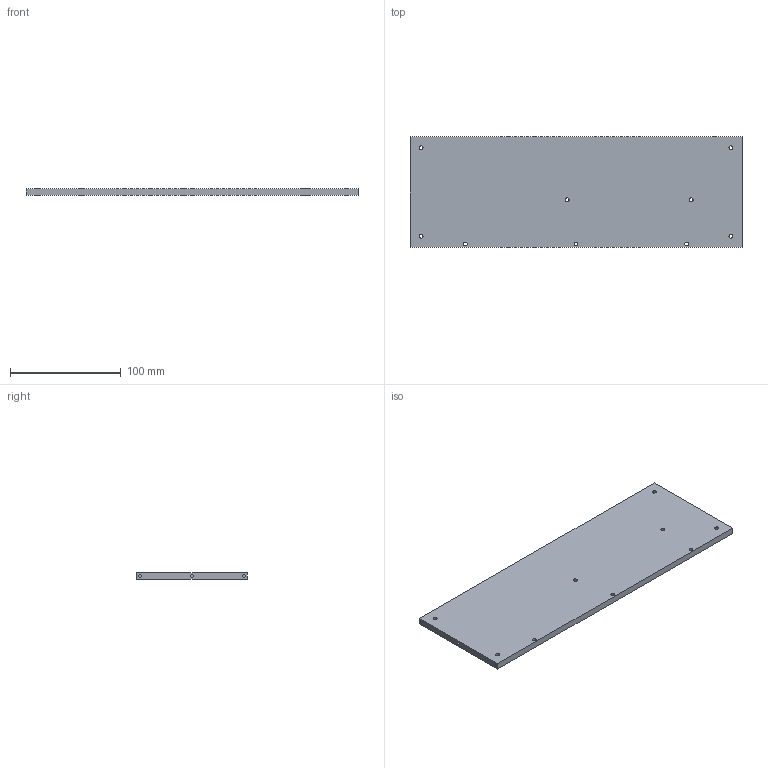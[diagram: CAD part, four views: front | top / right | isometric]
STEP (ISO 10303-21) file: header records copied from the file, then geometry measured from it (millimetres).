
FILE_DESCRIPTION (( 'STEP AP203' ), '1' );
FILE_NAME ('baseup.STEP', '2020-01-16T08:35:44', ( '' ), ( '' ), 'SwSTEP 2.0', 'SolidWorks 2016', '' );
FILE_SCHEMA (( 'CONFIG_CONTROL_DESIGN' ));
Length unit declared in the file: millimetre
Products named in the file (1): baseup
Bounding box: 300 x 100 x 6 mm (x, y, z)
Volume: 178793.2 mm3; surface area: 66320.1 mm2
Topology: 1 solids, 1 shells, 45 faces, 108 edges, 72 vertices
Faces by surface type: cylinder 32, plane 13
Entity records: 1459 total; most frequent: DIRECTION 264, CARTESIAN_POINT 226, ORIENTED_EDGE 216, AXIS2_PLACEMENT_3D 110, EDGE_CURVE 108, VERTEX_POINT 72, EDGE_LOOP 70, CIRCLE 64
